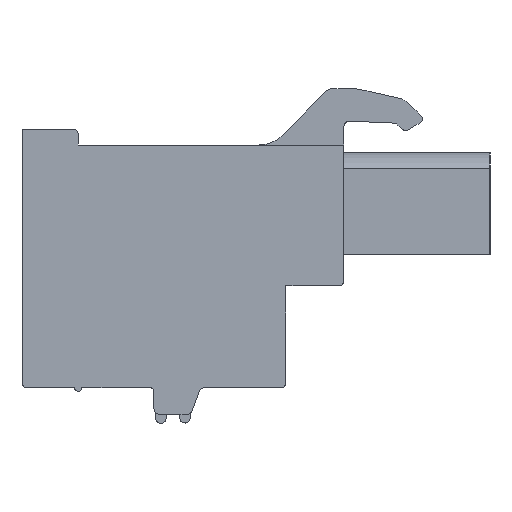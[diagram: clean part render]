
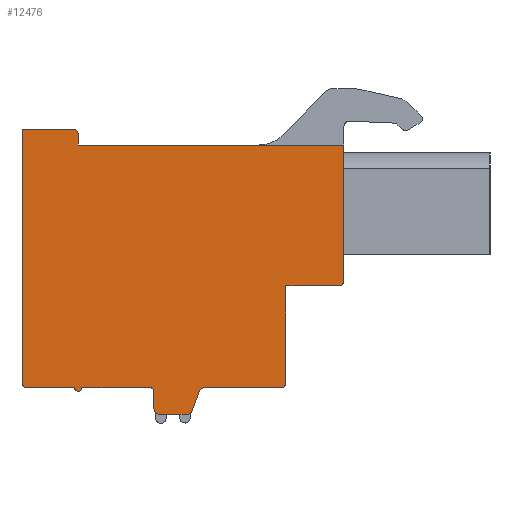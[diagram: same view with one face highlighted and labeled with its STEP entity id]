
A CAD part, left-side view. The second image highlights one B-rep face of the part: STEP entity #12476.
In plain terms, the highlighted planar face has unit normal (-1, 0, 0).
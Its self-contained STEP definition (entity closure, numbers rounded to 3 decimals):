
#102=DIRECTION('',(0.,0.,1.));
#103=VECTOR('',#102,5.5);
#104=CARTESIAN_POINT('',(-76.82,-2.36,-6.54));
#105=LINE('',#104,#103);
#110=CARTESIAN_POINT('',(-76.82,-5.36,-0.74));
#111=DIRECTION('',(1.,0.,0.));
#112=DIRECTION('',(0.,-1.,0.));
#113=AXIS2_PLACEMENT_3D('',#110,#111,#112);
#115=DIRECTION('',(0.,-1.,0.));
#116=VECTOR('',#115,3.);
#117=CARTESIAN_POINT('',(-76.82,-2.36,-1.04));
#118=LINE('',#117,#116);
#119=CARTESIAN_POINT('',(-76.82,-2.06,-6.54));
#120=DIRECTION('',(1.,0.,0.));
#121=DIRECTION('',(0.,-1.,0.));
#122=AXIS2_PLACEMENT_3D('',#119,#120,#121);
#124=DIRECTION('',(0.,1.,0.));
#125=VECTOR('',#124,4.34);
#126=CARTESIAN_POINT('',(-76.82,-2.06,-6.84));
#127=LINE('',#126,#125);
#128=CARTESIAN_POINT('',(-76.82,2.28,-7.14));
#129=DIRECTION('',(-1.,0.,0.));
#130=DIRECTION('',(0.,0.,1.));
#131=AXIS2_PLACEMENT_3D('',#128,#129,#130);
#133=DIRECTION('',(0.,0.345,-0.939));
#134=VECTOR('',#133,1.179);
#135=CARTESIAN_POINT('',(-76.82,2.562,-7.037));
#136=LINE('',#135,#134);
#137=CARTESIAN_POINT('',(-76.82,3.25,-8.04));
#138=DIRECTION('',(1.,0.,0.));
#139=DIRECTION('',(0.,-0.939,-0.345));
#140=AXIS2_PLACEMENT_3D('',#137,#138,#139);
#142=DIRECTION('',(0.,1.,0.));
#143=VECTOR('',#142,1.59);
#144=CARTESIAN_POINT('',(-76.82,3.25,-8.34));
#145=LINE('',#144,#143);
#146=CARTESIAN_POINT('',(-76.82,4.84,-8.04));
#147=DIRECTION('',(1.,0.,0.));
#148=DIRECTION('',(0.,0.,-1.));
#149=AXIS2_PLACEMENT_3D('',#146,#147,#148);
#151=DIRECTION('',(0.,0.,1.));
#152=VECTOR('',#151,1.);
#153=CARTESIAN_POINT('',(-76.82,5.14,-8.04));
#154=LINE('',#153,#152);
#155=CARTESIAN_POINT('',(-76.82,5.34,-7.04));
#156=DIRECTION('',(-1.,0.,0.));
#157=DIRECTION('',(0.,-1.,0.));
#158=AXIS2_PLACEMENT_3D('',#155,#156,#157);
#160=DIRECTION('',(0.,1.,0.));
#161=VECTOR('',#160,3.9);
#162=CARTESIAN_POINT('',(-76.82,5.34,-6.84));
#163=LINE('',#162,#161);
#164=CARTESIAN_POINT('',(-76.82,9.44,-6.84));
#165=DIRECTION('',(1.,0.,0.));
#166=DIRECTION('',(0.,-1.,0.));
#167=AXIS2_PLACEMENT_3D('',#164,#165,#166);
#169=DIRECTION('',(0.,1.,0.));
#170=VECTOR('',#169,2.7);
#171=CARTESIAN_POINT('',(-76.82,9.64,-6.84));
#172=LINE('',#171,#170);
#173=CARTESIAN_POINT('',(-76.82,12.34,-6.54));
#174=DIRECTION('',(1.,0.,0.));
#175=DIRECTION('',(0.,0.,-1.));
#176=AXIS2_PLACEMENT_3D('',#173,#174,#175);
#178=DIRECTION('',(0.,0.,1.));
#179=VECTOR('',#178,14.4);
#180=CARTESIAN_POINT('',(-76.82,12.64,-6.54));
#181=LINE('',#180,#179);
#182=DIRECTION('',(0.,-1.,0.));
#183=VECTOR('',#182,2.9);
#184=CARTESIAN_POINT('',(-76.82,12.64,7.86));
#185=LINE('',#184,#183);
#186=CARTESIAN_POINT('',(-76.82,9.74,7.56));
#187=DIRECTION('',(1.,0.,0.));
#188=DIRECTION('',(0.,0.,1.));
#189=AXIS2_PLACEMENT_3D('',#186,#187,#188);
#191=DIRECTION('',(0.,0.,-1.));
#192=VECTOR('',#191,0.6);
#193=CARTESIAN_POINT('',(-76.82,9.44,7.56));
#194=LINE('',#193,#192);
#195=DIRECTION('',(0.,-1.,0.));
#196=VECTOR('',#195,15.1);
#197=CARTESIAN_POINT('',(-76.82,9.44,6.96));
#198=LINE('',#197,#196);
#3725=DIRECTION('',(0.,0.,1.));
#3726=VECTOR('',#3725,7.7);
#3727=CARTESIAN_POINT('',(-76.82,-5.66,-0.74));
#3728=LINE('',#3727,#3726);
#9427=CARTESIAN_POINT('',(-76.82,9.44,6.96));
#9428=CARTESIAN_POINT('',(-76.82,-5.66,6.96));
#9429=VERTEX_POINT('',#9427);
#9430=VERTEX_POINT('',#9428);
#9431=CARTESIAN_POINT('',(-76.82,-2.36,-6.54));
#9432=CARTESIAN_POINT('',(-76.82,-2.06,-6.84));
#9433=VERTEX_POINT('',#9431);
#9434=VERTEX_POINT('',#9432);
#9435=CARTESIAN_POINT('',(-76.82,2.28,-6.84));
#9436=VERTEX_POINT('',#9435);
#9437=CARTESIAN_POINT('',(-76.82,2.562,-7.037));
#9438=VERTEX_POINT('',#9437);
#9439=CARTESIAN_POINT('',(-76.82,2.968,-8.143));
#9440=VERTEX_POINT('',#9439);
#9441=CARTESIAN_POINT('',(-76.82,3.25,-8.34));
#9442=VERTEX_POINT('',#9441);
#9443=CARTESIAN_POINT('',(-76.82,4.84,-8.34));
#9444=VERTEX_POINT('',#9443);
#9445=CARTESIAN_POINT('',(-76.82,5.14,-8.04));
#9446=VERTEX_POINT('',#9445);
#9447=CARTESIAN_POINT('',(-76.82,5.14,-7.04));
#9448=VERTEX_POINT('',#9447);
#9449=CARTESIAN_POINT('',(-76.82,5.34,-6.84));
#9450=VERTEX_POINT('',#9449);
#9451=CARTESIAN_POINT('',(-76.82,9.24,-6.84));
#9452=VERTEX_POINT('',#9451);
#9453=CARTESIAN_POINT('',(-76.82,9.64,-6.84));
#9454=VERTEX_POINT('',#9453);
#9455=CARTESIAN_POINT('',(-76.82,12.34,-6.84));
#9456=VERTEX_POINT('',#9455);
#9457=CARTESIAN_POINT('',(-76.82,12.64,-6.54));
#9458=VERTEX_POINT('',#9457);
#9459=CARTESIAN_POINT('',(-76.82,12.64,7.86));
#9460=VERTEX_POINT('',#9459);
#9461=CARTESIAN_POINT('',(-76.82,9.74,7.86));
#9462=VERTEX_POINT('',#9461);
#9463=CARTESIAN_POINT('',(-76.82,9.44,7.56));
#9464=VERTEX_POINT('',#9463);
#12259=CARTESIAN_POINT('',(-76.82,-5.66,-0.74));
#12260=VERTEX_POINT('',#12259);
#12261=CARTESIAN_POINT('',(-76.82,-2.36,-1.04));
#12262=VERTEX_POINT('',#12261);
#12263=CARTESIAN_POINT('',(-76.82,-5.36,-1.04));
#12264=VERTEX_POINT('',#12263);
#12428=CARTESIAN_POINT('',(-76.82,0.,0.));
#12429=DIRECTION('',(1.,0.,0.));
#12430=DIRECTION('',(0.,-1.,0.));
#12431=AXIS2_PLACEMENT_3D('',#12428,#12429,#12430);
#12432=PLANE('',#12431);
#12433=ORIENTED_EDGE('',*,*,#12392,.T.);
#12434=ORIENTED_EDGE('',*,*,#12407,.F.);
#12435=ORIENTED_EDGE('',*,*,#12419,.F.);
#12437=ORIENTED_EDGE('',*,*,#12436,.T.);
#12439=ORIENTED_EDGE('',*,*,#12438,.T.);
#12441=ORIENTED_EDGE('',*,*,#12440,.T.);
#12443=ORIENTED_EDGE('',*,*,#12442,.T.);
#12445=ORIENTED_EDGE('',*,*,#12444,.T.);
#12447=ORIENTED_EDGE('',*,*,#12446,.T.);
#12449=ORIENTED_EDGE('',*,*,#12448,.T.);
#12451=ORIENTED_EDGE('',*,*,#12450,.T.);
#12453=ORIENTED_EDGE('',*,*,#12452,.T.);
#12455=ORIENTED_EDGE('',*,*,#12454,.T.);
#12457=ORIENTED_EDGE('',*,*,#12456,.T.);
#12459=ORIENTED_EDGE('',*,*,#12458,.T.);
#12461=ORIENTED_EDGE('',*,*,#12460,.T.);
#12463=ORIENTED_EDGE('',*,*,#12462,.T.);
#12465=ORIENTED_EDGE('',*,*,#12464,.T.);
#12467=ORIENTED_EDGE('',*,*,#12466,.T.);
#12469=ORIENTED_EDGE('',*,*,#12468,.T.);
#12471=ORIENTED_EDGE('',*,*,#12470,.T.);
#12473=ORIENTED_EDGE('',*,*,#12472,.F.);
#12474=EDGE_LOOP('',(#12433,#12434,#12435,#12437,#12439,#12441,#12443,#12445,
#12447,#12449,#12451,#12453,#12455,#12457,#12459,#12461,#12463,#12465,#12467,
#12469,#12471,#12473));
#12475=FACE_OUTER_BOUND('',#12474,.F.);
#12476=ADVANCED_FACE('',(#12475),#12432,.F.);
#114=CIRCLE('',#113,0.3);
#123=CIRCLE('',#122,0.3);
#132=CIRCLE('',#131,0.3);
#141=CIRCLE('',#140,0.3);
#150=CIRCLE('',#149,0.3);
#159=CIRCLE('',#158,0.2);
#168=CIRCLE('',#167,0.2);
#177=CIRCLE('',#176,0.3);
#190=CIRCLE('',#189,0.3);
#12392=EDGE_CURVE('',#12260,#12264,#114,.T.);
#12407=EDGE_CURVE('',#12262,#12264,#118,.T.);
#12419=EDGE_CURVE('',#9433,#12262,#105,.T.);
#12436=EDGE_CURVE('',#9433,#9434,#123,.T.);
#12438=EDGE_CURVE('',#9434,#9436,#127,.T.);
#12440=EDGE_CURVE('',#9436,#9438,#132,.T.);
#12442=EDGE_CURVE('',#9438,#9440,#136,.T.);
#12444=EDGE_CURVE('',#9440,#9442,#141,.T.);
#12446=EDGE_CURVE('',#9442,#9444,#145,.T.);
#12448=EDGE_CURVE('',#9444,#9446,#150,.T.);
#12450=EDGE_CURVE('',#9446,#9448,#154,.T.);
#12452=EDGE_CURVE('',#9448,#9450,#159,.T.);
#12454=EDGE_CURVE('',#9450,#9452,#163,.T.);
#12456=EDGE_CURVE('',#9452,#9454,#168,.T.);
#12458=EDGE_CURVE('',#9454,#9456,#172,.T.);
#12460=EDGE_CURVE('',#9456,#9458,#177,.T.);
#12462=EDGE_CURVE('',#9458,#9460,#181,.T.);
#12464=EDGE_CURVE('',#9460,#9462,#185,.T.);
#12466=EDGE_CURVE('',#9462,#9464,#190,.T.);
#12468=EDGE_CURVE('',#9464,#9429,#194,.T.);
#12470=EDGE_CURVE('',#9429,#9430,#198,.T.);
#12472=EDGE_CURVE('',#12260,#9430,#3728,.T.);
